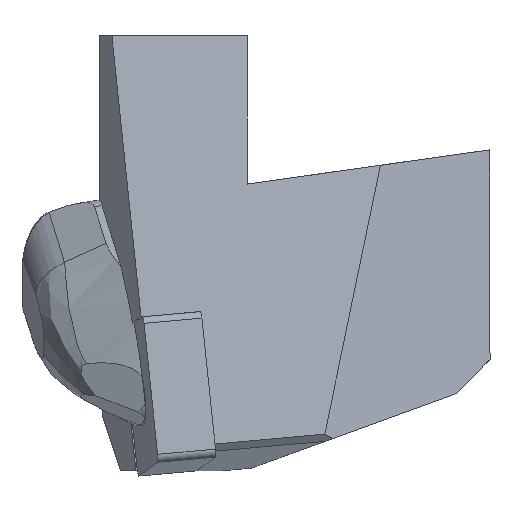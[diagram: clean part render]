
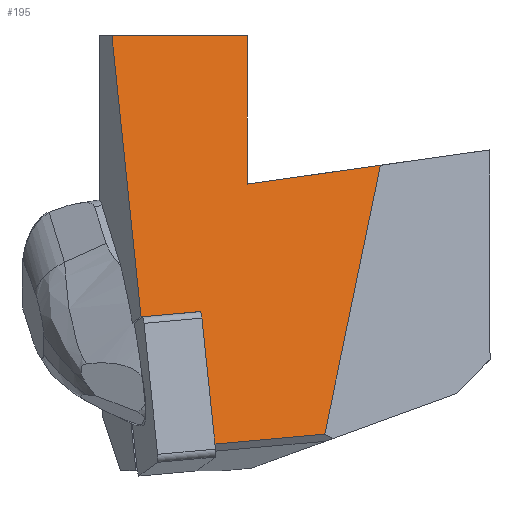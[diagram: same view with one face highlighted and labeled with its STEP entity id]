
A CAD part, left-side view. The second image highlights one B-rep face of the part: STEP entity #195.
In plain terms, the highlighted planar face has unit normal (-0.985, -0.139, 0.103).
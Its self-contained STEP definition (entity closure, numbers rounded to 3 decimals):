
#195=ADVANCED_FACE('',(#293),#254,.F.);
#254=PLANE('',#1273);
#293=FACE_OUTER_BOUND('',#347,.T.);
#347=EDGE_LOOP('',(#421,#422,#423,#424,#425,#426,#427,#428));
#421=ORIENTED_EDGE('',*,*,#858,.F.);
#422=ORIENTED_EDGE('',*,*,#854,.F.);
#423=ORIENTED_EDGE('',*,*,#859,.T.);
#424=ORIENTED_EDGE('',*,*,#860,.F.);
#425=ORIENTED_EDGE('',*,*,#861,.F.);
#426=ORIENTED_EDGE('',*,*,#862,.F.);
#427=ORIENTED_EDGE('',*,*,#863,.F.);
#428=ORIENTED_EDGE('',*,*,#864,.T.);
#744=VERTEX_POINT('',#1651);
#745=VERTEX_POINT('',#1652);
#747=VERTEX_POINT('',#1659);
#748=VERTEX_POINT('',#1661);
#749=VERTEX_POINT('',#1663);
#750=VERTEX_POINT('',#1665);
#751=VERTEX_POINT('',#1667);
#752=VERTEX_POINT('',#1669);
#854=EDGE_CURVE('',#744,#745,#1018,.T.);
#858=EDGE_CURVE('',#745,#747,#1022,.T.);
#859=EDGE_CURVE('',#744,#748,#1023,.T.);
#860=EDGE_CURVE('',#749,#748,#1024,.T.);
#861=EDGE_CURVE('',#750,#749,#1025,.T.);
#862=EDGE_CURVE('',#751,#750,#1026,.T.);
#863=EDGE_CURVE('',#752,#751,#1027,.T.);
#864=EDGE_CURVE('',#752,#747,#1028,.T.);
#1018=LINE('',#1650,#1115);
#1022=LINE('',#1658,#1119);
#1023=LINE('',#1660,#1120);
#1024=LINE('',#1662,#1121);
#1025=LINE('',#1664,#1122);
#1026=LINE('',#1666,#1123);
#1027=LINE('',#1668,#1124);
#1028=LINE('',#1670,#1125);
#1115=VECTOR('',#1372,1.);
#1119=VECTOR('',#1378,1.);
#1120=VECTOR('',#1379,1.);
#1121=VECTOR('',#1380,1.);
#1122=VECTOR('',#1381,1.);
#1123=VECTOR('',#1382,1.);
#1124=VECTOR('',#1383,1.);
#1125=VECTOR('',#1384,1.);
#1273=AXIS2_PLACEMENT_3D('',#1671,#1385,#1386);
#1372=DIRECTION('',(-0.148,0.985,-0.088));
#1378=DIRECTION('',(0.09,0.103,0.991));
#1379=DIRECTION('',(0.13,-0.201,0.971));
#1380=DIRECTION('',(0.153,-0.979,0.138));
#1381=DIRECTION('',(-0.105,0.,-0.995));
#1382=DIRECTION('',(0.14,-0.99,0.));
#1383=DIRECTION('',(0.09,0.103,0.991));
#1384=DIRECTION('',(0.148,-0.985,0.088));
#1385=DIRECTION('',(0.985,0.139,-0.104));
#1386=DIRECTION('',(0.14,-0.99,0.));
#1650=CARTESIAN_POINT('',(-91.067,-12.277,-27.548));
#1651=CARTESIAN_POINT('',(-90.205,-17.995,-27.034));
#1652=CARTESIAN_POINT('',(-92.01,-6.022,-28.109));
#1658=CARTESIAN_POINT('',(-90.755,-4.587,-14.24));
#1659=CARTESIAN_POINT('',(-90.713,-4.539,-13.776));
#1660=CARTESIAN_POINT('',(-92.203,-14.918,-41.906));
#1661=CARTESIAN_POINT('',(-86.301,-24.006,2.025));
#1662=CARTESIAN_POINT('',(-88.688,-8.71,-0.125));
#1663=CARTESIAN_POINT('',(-88.55,-9.6,0.));
#1664=CARTESIAN_POINT('',(-88.298,-9.6,2.398));
#1665=CARTESIAN_POINT('',(-86.868,-9.6,16.));
#1666=CARTESIAN_POINT('',(-88.347,0.869,16.));
#1667=CARTESIAN_POINT('',(-88.932,5.004,16.));
#1668=CARTESIAN_POINT('',(-91.72,1.815,-14.815));
#1669=CARTESIAN_POINT('',(-91.678,1.863,-14.351));
#1670=CARTESIAN_POINT('',(-90.713,-4.539,-13.776));
#1671=CARTESIAN_POINT('',(-89.812,-10.842,-13.678));
